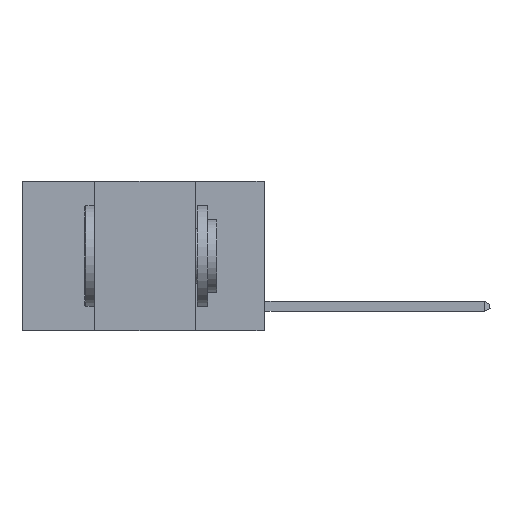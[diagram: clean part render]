
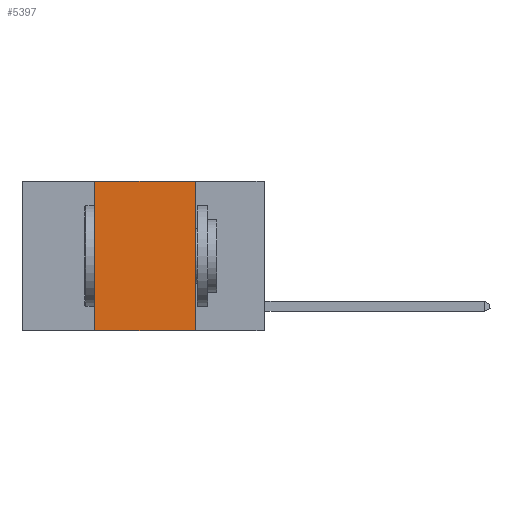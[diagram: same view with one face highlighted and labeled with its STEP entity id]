
A CAD part, left-side view. The second image highlights one B-rep face of the part: STEP entity #5397.
In plain terms, the highlighted planar face has unit normal (-1, 0, 0).
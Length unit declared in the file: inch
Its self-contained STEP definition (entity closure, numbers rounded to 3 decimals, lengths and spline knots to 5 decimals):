
#502 = EDGE_CURVE ( 'NONE', #1238, #4162, #13896, .T. ) ;
#632 = DIRECTION ( 'NONE',  ( 0., 0., -1. ) ) ;
#695 = CARTESIAN_POINT ( 'NONE',  ( 0., 0.17, 0. ) ) ;
#881 = DIRECTION ( 'NONE',  ( 0., 0., 1. ) ) ;
#1238 = VERTEX_POINT ( 'NONE', #4783 ) ;
#1274 = DIRECTION ( 'NONE',  ( 0., -1., 0. ) ) ;
#1315 = LINE ( 'NONE', #18888, #12171 ) ;
#1456 = ORIENTED_EDGE ( 'NONE', *, *, #502, .F. ) ;
#1754 = DIRECTION ( 'NONE',  ( 1., 0., 0. ) ) ;
#3249 = CARTESIAN_POINT ( 'NONE',  ( 0., 0.42, 0. ) ) ;
#3348 = LINE ( 'NONE', #16270, #10225 ) ;
#3525 = VECTOR ( 'NONE', #632, 39.37008 ) ;
#4162 = VERTEX_POINT ( 'NONE', #3249 ) ;
#4783 = CARTESIAN_POINT ( 'NONE',  ( 0., 0.42, -0.37 ) ) ;
#5397 = ADVANCED_FACE ( 'NONE', ( #8507 ), #10574, .F. ) ;
#7086 = EDGE_LOOP ( 'NONE', ( #11533, #16275, #1456, #14615 ) ) ;
#8507 = FACE_OUTER_BOUND ( 'NONE', #7086, .T. ) ;
#10225 = VECTOR ( 'NONE', #17735, 39.37008 ) ;
#10372 = EDGE_CURVE ( 'NONE', #4162, #15055, #3348, .T. ) ;
#10574 = PLANE ( 'NONE',  #14354 ) ;
#10942 = VECTOR ( 'NONE', #881, 39.37008 ) ;
#11304 = LINE ( 'NONE', #695, #3525 ) ;
#11533 = ORIENTED_EDGE ( 'NONE', *, *, #13757, .F. ) ;
#11854 = CARTESIAN_POINT ( 'NONE',  ( 0., 0.42, 0. ) ) ;
#12053 = DIRECTION ( 'NONE',  ( 0., 0., -1. ) ) ;
#12171 = VECTOR ( 'NONE', #1274, 39.37008 ) ;
#12956 = VERTEX_POINT ( 'NONE', #19066 ) ;
#13757 = EDGE_CURVE ( 'NONE', #15055, #12956, #11304, .T. ) ;
#13896 = LINE ( 'NONE', #11854, #10942 ) ;
#14354 = AXIS2_PLACEMENT_3D ( 'NONE', #17862, #1754, #12053 ) ;
#14615 = ORIENTED_EDGE ( 'NONE', *, *, #15487, .T. ) ;
#14990 = CARTESIAN_POINT ( 'NONE',  ( 0., 0.17, 0. ) ) ;
#15055 = VERTEX_POINT ( 'NONE', #14990 ) ;
#15487 = EDGE_CURVE ( 'NONE', #1238, #12956, #1315, .T. ) ;
#16270 = CARTESIAN_POINT ( 'NONE',  ( 0., 0.6, 0. ) ) ;
#16275 = ORIENTED_EDGE ( 'NONE', *, *, #10372, .F. ) ;
#17735 = DIRECTION ( 'NONE',  ( 0., -1., 0. ) ) ;
#17862 = CARTESIAN_POINT ( 'NONE',  ( 0., 0.6, 0. ) ) ;
#18888 = CARTESIAN_POINT ( 'NONE',  ( 0., 0.6, -0.37 ) ) ;
#19066 = CARTESIAN_POINT ( 'NONE',  ( 0., 0.17, -0.37 ) ) ;
